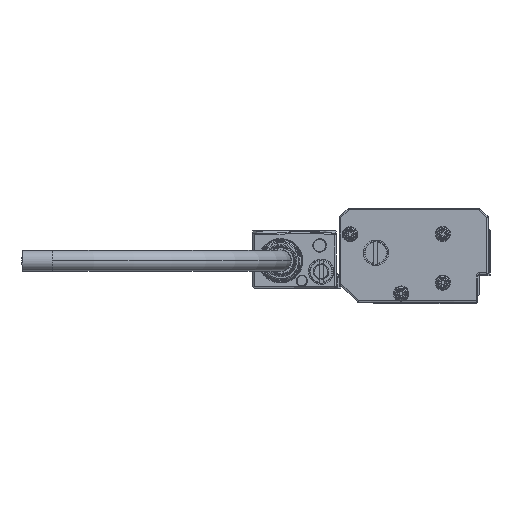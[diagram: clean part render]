
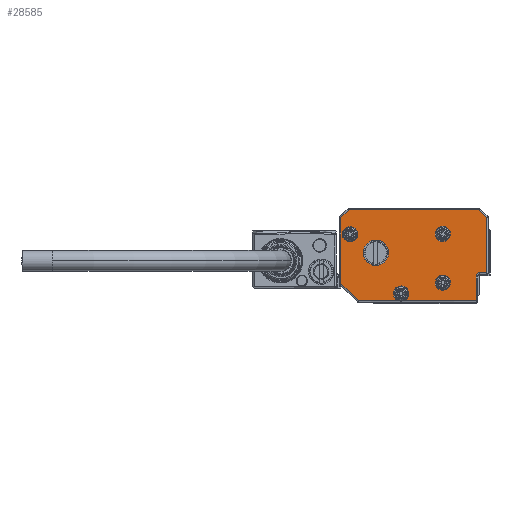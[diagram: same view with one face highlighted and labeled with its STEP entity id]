
A CAD part, left-side view. The second image highlights one B-rep face of the part: STEP entity #28585.
In plain terms, the highlighted planar face has unit normal (-1, 0, 0).
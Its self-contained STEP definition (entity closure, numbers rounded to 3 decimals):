
#28379=AXIS2_PLACEMENT_3D('Circle Axis2P3D',#28377,#28378,$) ;
#28407=AXIS2_PLACEMENT_3D('Circle Axis2P3D',#28405,#28406,$) ;
#28422=AXIS2_PLACEMENT_3D('Plane Axis2P3D',#28419,#28420,#28421) ;
#28426=AXIS2_PLACEMENT_3D('Circle Axis2P3D',#28424,#28425,$) ;
#28433=AXIS2_PLACEMENT_3D('Circle Axis2P3D',#28431,#28432,$) ;
#28440=AXIS2_PLACEMENT_3D('Circle Axis2P3D',#28438,#28439,$) ;
#28452=AXIS2_PLACEMENT_3D('Circle Axis2P3D',#28450,#28451,$) ;
#28515=AXIS2_PLACEMENT_3D('Circle Axis2P3D',#28513,#28514,$) ;
#28524=AXIS2_PLACEMENT_3D('Circle Axis2P3D',#28522,#28523,$) ;
#28533=AXIS2_PLACEMENT_3D('Circle Axis2P3D',#28531,#28532,$) ;
#28542=AXIS2_PLACEMENT_3D('Circle Axis2P3D',#28540,#28541,$) ;
#28551=AXIS2_PLACEMENT_3D('Circle Axis2P3D',#28549,#28550,$) ;
#28560=AXIS2_PLACEMENT_3D('Circle Axis2P3D',#28558,#28559,$) ;
#28569=AXIS2_PLACEMENT_3D('Circle Axis2P3D',#28567,#28568,$) ;
#28578=AXIS2_PLACEMENT_3D('Circle Axis2P3D',#28576,#28577,$) ;
#24406=CARTESIAN_POINT('Vertex',(-673.,8.4,-1.)) ;
#24408=CARTESIAN_POINT('Vertex',(-673.,7.,-1.)) ;
#24411=CARTESIAN_POINT('Line Origine',(-673.,3.5,-1.)) ;
#24415=CARTESIAN_POINT('Vertex',(-673.,21.793,-1.)) ;
#24427=CARTESIAN_POINT('Vertex',(-673.,-17.,-1.)) ;
#24430=CARTESIAN_POINT('Line Origine',(-673.,3.5,-1.)) ;
#25605=CARTESIAN_POINT('Line Origine',(-673.,27.5,14.)) ;
#25609=CARTESIAN_POINT('Vertex',(-673.,27.5,4.707)) ;
#25611=CARTESIAN_POINT('Vertex',(-673.,27.5,26.293)) ;
#28377=CARTESIAN_POINT('Axis2P3D Location',(-673.,7.7,1.4)) ;
#28381=CARTESIAN_POINT('Vertex',(-673.,5.2,1.4)) ;
#28402=CARTESIAN_POINT('Vertex',(-673.,9.894,0.201)) ;
#28405=CARTESIAN_POINT('Axis2P3D Location',(-673.,7.7,1.4)) ;
#28419=CARTESIAN_POINT('Axis2P3D Location',(-673.,-21.5,13.5)) ;
#28424=CARTESIAN_POINT('Axis2P3D Location',(-673.,7.7,1.4)) ;
#28428=CARTESIAN_POINT('Vertex',(-673.,10.2,1.4)) ;
#28431=CARTESIAN_POINT('Axis2P3D Location',(-673.,7.7,1.4)) ;
#28435=CARTESIAN_POINT('Vertex',(-673.,5.506,2.599)) ;
#28438=CARTESIAN_POINT('Axis2P3D Location',(-673.,7.7,1.4)) ;
#28443=CARTESIAN_POINT('Line Origine',(-673.,-17.,3.1)) ;
#28447=CARTESIAN_POINT('Vertex',(-673.,-17.,7.2)) ;
#28450=CARTESIAN_POINT('Axis2P3D Location',(-673.,-18.,7.2)) ;
#28454=CARTESIAN_POINT('Vertex',(-673.,-18.,8.2)) ;
#28457=CARTESIAN_POINT('Line Origine',(-673.,-19.25,8.2)) ;
#28461=CARTESIAN_POINT('Vertex',(-673.,-20.5,8.2)) ;
#28464=CARTESIAN_POINT('Line Origine',(-673.,-20.5,17.246)) ;
#28468=CARTESIAN_POINT('Vertex',(-673.,-20.5,26.293)) ;
#28471=CARTESIAN_POINT('Line Origine',(-673.,-19.146,27.646)) ;
#28475=CARTESIAN_POINT('Vertex',(-673.,-17.793,29.)) ;
#28478=CARTESIAN_POINT('Line Origine',(-673.,3.5,29.)) ;
#28482=CARTESIAN_POINT('Vertex',(-673.,24.793,29.)) ;
#28485=CARTESIAN_POINT('Line Origine',(-673.,26.146,27.646)) ;
#28490=CARTESIAN_POINT('Line Origine',(-673.,24.646,1.854)) ;
#28513=CARTESIAN_POINT('Axis2P3D Location',(-673.,-6.,5.)) ;
#28517=CARTESIAN_POINT('Vertex',(-673.,-3.806,3.801)) ;
#28519=CARTESIAN_POINT('Vertex',(-673.,-8.194,6.199)) ;
#28522=CARTESIAN_POINT('Axis2P3D Location',(-673.,-6.,5.)) ;
#28531=CARTESIAN_POINT('Axis2P3D Location',(-673.,16.,14.8)) ;
#28535=CARTESIAN_POINT('Vertex',(-673.,11.85,14.8)) ;
#28537=CARTESIAN_POINT('Vertex',(-673.,20.15,14.8)) ;
#28540=CARTESIAN_POINT('Axis2P3D Location',(-673.,16.,14.8)) ;
#28549=CARTESIAN_POINT('Axis2P3D Location',(-673.,-6.,21.)) ;
#28553=CARTESIAN_POINT('Vertex',(-673.,-8.194,22.199)) ;
#28555=CARTESIAN_POINT('Vertex',(-673.,-3.806,19.801)) ;
#28558=CARTESIAN_POINT('Axis2P3D Location',(-673.,-6.,21.)) ;
#28567=CARTESIAN_POINT('Axis2P3D Location',(-673.,24.5,20.9)) ;
#28571=CARTESIAN_POINT('Vertex',(-673.,22.306,22.099)) ;
#28573=CARTESIAN_POINT('Vertex',(-673.,26.694,19.701)) ;
#28576=CARTESIAN_POINT('Axis2P3D Location',(-673.,24.5,20.9)) ;
#24412=DIRECTION('Vector Direction',(0.,1.,0.)) ;
#24431=DIRECTION('Vector Direction',(0.,1.,0.)) ;
#25606=DIRECTION('Vector Direction',(0.,0.,1.)) ;
#28378=DIRECTION('Axis2P3D Direction',(-1.,0.,0.)) ;
#28406=DIRECTION('Axis2P3D Direction',(-1.,0.,0.)) ;
#28420=DIRECTION('Axis2P3D Direction',(1.,0.,0.)) ;
#28421=DIRECTION('Axis2P3D XDirection',(0.,1.,0.)) ;
#28425=DIRECTION('Axis2P3D Direction',(1.,0.,0.)) ;
#28432=DIRECTION('Axis2P3D Direction',(1.,0.,0.)) ;
#28439=DIRECTION('Axis2P3D Direction',(1.,0.,0.)) ;
#28444=DIRECTION('Vector Direction',(0.,0.,1.)) ;
#28451=DIRECTION('Axis2P3D Direction',(1.,0.,0.)) ;
#28458=DIRECTION('Vector Direction',(0.,-1.,0.)) ;
#28465=DIRECTION('Vector Direction',(0.,0.,1.)) ;
#28472=DIRECTION('Vector Direction',(0.,-0.707,-0.707)) ;
#28479=DIRECTION('Vector Direction',(0.,1.,0.)) ;
#28486=DIRECTION('Vector Direction',(0.,0.707,-0.707)) ;
#28491=DIRECTION('Vector Direction',(0.,-0.707,-0.707)) ;
#28514=DIRECTION('Axis2P3D Direction',(1.,0.,0.)) ;
#28523=DIRECTION('Axis2P3D Direction',(1.,0.,0.)) ;
#28532=DIRECTION('Axis2P3D Direction',(1.,0.,0.)) ;
#28541=DIRECTION('Axis2P3D Direction',(1.,0.,0.)) ;
#28550=DIRECTION('Axis2P3D Direction',(1.,0.,0.)) ;
#28559=DIRECTION('Axis2P3D Direction',(1.,0.,0.)) ;
#28568=DIRECTION('Axis2P3D Direction',(1.,0.,0.)) ;
#28577=DIRECTION('Axis2P3D Direction',(1.,0.,0.)) ;
#24413=VECTOR('Line Direction',#24412,1.) ;
#24432=VECTOR('Line Direction',#24431,1.) ;
#25607=VECTOR('Line Direction',#25606,1.) ;
#28445=VECTOR('Line Direction',#28444,1.) ;
#28459=VECTOR('Line Direction',#28458,1.) ;
#28466=VECTOR('Line Direction',#28465,1.) ;
#28473=VECTOR('Line Direction',#28472,1.) ;
#28480=VECTOR('Line Direction',#28479,1.) ;
#28487=VECTOR('Line Direction',#28486,1.) ;
#28492=VECTOR('Line Direction',#28491,1.) ;
#28496=ORIENTED_EDGE('',*,*,#28409,.T.) ;
#28497=ORIENTED_EDGE('',*,*,#28430,.T.) ;
#28498=ORIENTED_EDGE('',*,*,#28437,.T.) ;
#28499=ORIENTED_EDGE('',*,*,#28442,.T.) ;
#28500=ORIENTED_EDGE('',*,*,#28383,.T.) ;
#28501=ORIENTED_EDGE('',*,*,#24434,.F.) ;
#28502=ORIENTED_EDGE('',*,*,#28449,.F.) ;
#28503=ORIENTED_EDGE('',*,*,#28456,.F.) ;
#28504=ORIENTED_EDGE('',*,*,#28463,.F.) ;
#28505=ORIENTED_EDGE('',*,*,#28470,.F.) ;
#28506=ORIENTED_EDGE('',*,*,#28477,.F.) ;
#28507=ORIENTED_EDGE('',*,*,#28484,.F.) ;
#28508=ORIENTED_EDGE('',*,*,#28489,.F.) ;
#28509=ORIENTED_EDGE('',*,*,#25613,.F.) ;
#28510=ORIENTED_EDGE('',*,*,#28494,.F.) ;
#28511=ORIENTED_EDGE('',*,*,#24417,.F.) ;
#28528=ORIENTED_EDGE('',*,*,#28521,.T.) ;
#28529=ORIENTED_EDGE('',*,*,#28526,.T.) ;
#28546=ORIENTED_EDGE('',*,*,#28539,.T.) ;
#28547=ORIENTED_EDGE('',*,*,#28544,.T.) ;
#28564=ORIENTED_EDGE('',*,*,#28557,.T.) ;
#28565=ORIENTED_EDGE('',*,*,#28562,.T.) ;
#28582=ORIENTED_EDGE('',*,*,#28575,.T.) ;
#28583=ORIENTED_EDGE('',*,*,#28580,.T.) ;
#28530=FACE_BOUND('',#28527,.T.) ;
#28548=FACE_BOUND('',#28545,.T.) ;
#28566=FACE_BOUND('',#28563,.T.) ;
#28584=FACE_BOUND('',#28581,.T.) ;
#28585=ADVANCED_FACE('Brep With Voids',(#28512,#28530,#28548,#28566,#28584),#28423,.F.) ;
#28380=CIRCLE('generated circle',#28379,2.5) ;
#28408=CIRCLE('generated circle',#28407,2.5) ;
#28427=CIRCLE('generated circle',#28426,2.5) ;
#28434=CIRCLE('generated circle',#28433,2.5) ;
#28441=CIRCLE('generated circle',#28440,2.5) ;
#28453=CIRCLE('generated circle',#28452,1.) ;
#28516=CIRCLE('generated circle',#28515,2.5) ;
#28525=CIRCLE('generated circle',#28524,2.5) ;
#28534=CIRCLE('generated circle',#28533,4.15) ;
#28543=CIRCLE('generated circle',#28542,4.15) ;
#28552=CIRCLE('generated circle',#28551,2.5) ;
#28561=CIRCLE('generated circle',#28560,2.5) ;
#28570=CIRCLE('generated circle',#28569,2.5) ;
#28579=CIRCLE('generated circle',#28578,2.5) ;
#24417=EDGE_CURVE('',#24407,#24416,#24414,.T.) ;
#24434=EDGE_CURVE('',#24428,#24409,#24433,.T.) ;
#25613=EDGE_CURVE('',#25610,#25612,#25608,.T.) ;
#28383=EDGE_CURVE('',#28382,#24409,#28380,.F.) ;
#28409=EDGE_CURVE('',#24407,#28403,#28408,.F.) ;
#28430=EDGE_CURVE('',#28403,#28429,#28427,.T.) ;
#28437=EDGE_CURVE('',#28429,#28436,#28434,.T.) ;
#28442=EDGE_CURVE('',#28436,#28382,#28441,.T.) ;
#28449=EDGE_CURVE('',#28448,#24428,#28446,.F.) ;
#28456=EDGE_CURVE('',#28455,#28448,#28453,.F.) ;
#28463=EDGE_CURVE('',#28462,#28455,#28460,.F.) ;
#28470=EDGE_CURVE('',#28469,#28462,#28467,.F.) ;
#28477=EDGE_CURVE('',#28476,#28469,#28474,.T.) ;
#28484=EDGE_CURVE('',#28483,#28476,#28481,.F.) ;
#28489=EDGE_CURVE('',#25612,#28483,#28488,.F.) ;
#28494=EDGE_CURVE('',#24416,#25610,#28493,.F.) ;
#28521=EDGE_CURVE('',#28518,#28520,#28516,.T.) ;
#28526=EDGE_CURVE('',#28520,#28518,#28525,.T.) ;
#28539=EDGE_CURVE('',#28536,#28538,#28534,.T.) ;
#28544=EDGE_CURVE('',#28538,#28536,#28543,.T.) ;
#28557=EDGE_CURVE('',#28554,#28556,#28552,.T.) ;
#28562=EDGE_CURVE('',#28556,#28554,#28561,.T.) ;
#28575=EDGE_CURVE('',#28572,#28574,#28570,.T.) ;
#28580=EDGE_CURVE('',#28574,#28572,#28579,.T.) ;
#28495=EDGE_LOOP('',(#28496,#28497,#28498,#28499,#28500,#28501,#28502,#28503,#28504,#28505,#28506,#28507,#28508,#28509,#28510,#28511)) ;
#28527=EDGE_LOOP('',(#28528,#28529)) ;
#28545=EDGE_LOOP('',(#28546,#28547)) ;
#28563=EDGE_LOOP('',(#28564,#28565)) ;
#28581=EDGE_LOOP('',(#28582,#28583)) ;
#28512=FACE_OUTER_BOUND('',#28495,.T.) ;
#24414=LINE('Line',#24411,#24413) ;
#24433=LINE('Line',#24430,#24432) ;
#25608=LINE('Line',#25605,#25607) ;
#28446=LINE('Line',#28443,#28445) ;
#28460=LINE('Line',#28457,#28459) ;
#28467=LINE('Line',#28464,#28466) ;
#28474=LINE('Line',#28471,#28473) ;
#28481=LINE('Line',#28478,#28480) ;
#28488=LINE('Line',#28485,#28487) ;
#28493=LINE('Line',#28490,#28492) ;
#28423=PLANE('Plane',#28422) ;
#24407=VERTEX_POINT('',#24406) ;
#24409=VERTEX_POINT('',#24408) ;
#24416=VERTEX_POINT('',#24415) ;
#24428=VERTEX_POINT('',#24427) ;
#25610=VERTEX_POINT('',#25609) ;
#25612=VERTEX_POINT('',#25611) ;
#28382=VERTEX_POINT('',#28381) ;
#28403=VERTEX_POINT('',#28402) ;
#28429=VERTEX_POINT('',#28428) ;
#28436=VERTEX_POINT('',#28435) ;
#28448=VERTEX_POINT('',#28447) ;
#28455=VERTEX_POINT('',#28454) ;
#28462=VERTEX_POINT('',#28461) ;
#28469=VERTEX_POINT('',#28468) ;
#28476=VERTEX_POINT('',#28475) ;
#28483=VERTEX_POINT('',#28482) ;
#28518=VERTEX_POINT('',#28517) ;
#28520=VERTEX_POINT('',#28519) ;
#28536=VERTEX_POINT('',#28535) ;
#28538=VERTEX_POINT('',#28537) ;
#28554=VERTEX_POINT('',#28553) ;
#28556=VERTEX_POINT('',#28555) ;
#28572=VERTEX_POINT('',#28571) ;
#28574=VERTEX_POINT('',#28573) ;
